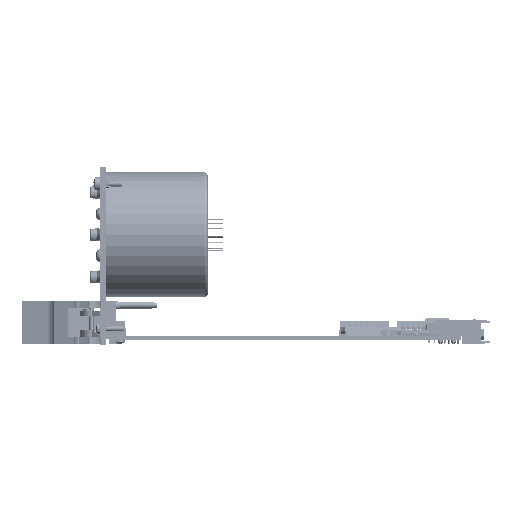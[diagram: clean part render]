
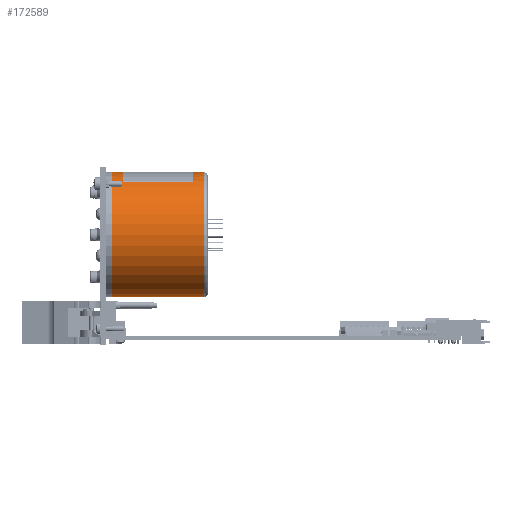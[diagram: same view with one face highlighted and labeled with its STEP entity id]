
A CAD part, front view. The second image highlights one B-rep face of the part: STEP entity #172589.
In plain terms, the highlighted cylindrical face has radius 28.55 mm (diameter 57.1 mm), a full revolution.
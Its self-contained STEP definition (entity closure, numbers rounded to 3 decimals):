
#1820 = EDGE_CURVE ( 'NONE', #83550, #83549, #38125, .T. ) ;
#1914 = EDGE_CURVE ( 'NONE', #84313, #84067, #38226, .T. ) ;
#2059 = EDGE_CURVE ( 'NONE', #83549, #84313, #38258, .T. ) ;
#2478 = EDGE_CURVE ( 'NONE', #84067, #83550, #38393, .T. ) ;
#4668 = EDGE_CURVE ( 'NONE', #87727, #87727, #37276, .T. ) ;
#7832 = EDGE_CURVE ( 'NONE', #42880, #42880, #174689, .T. ) ;
#10154 = EDGE_LOOP ( 'NONE', ( #62860, #62650, #62645, #62647 ) ) ;
#10287 = EDGE_LOOP ( 'NONE', ( #62849 ) ) ;
#13417 = EDGE_LOOP ( 'NONE', ( #62854 ) ) ;
#37276 = CIRCLE ( 'NONE', #140389, 28.55 ) ;
#38125 = LINE ( 'NONE', #118775, #38178 ) ;
#38178 = VECTOR ( 'NONE', #118758, 1000. ) ;
#38226 = LINE ( 'NONE', #118544, #38237 ) ;
#38237 = VECTOR ( 'NONE', #95151, 1000. ) ;
#38258 = CIRCLE ( 'NONE', #140985, 28.55 ) ;
#38393 = CIRCLE ( 'NONE', #140907, 28.55 ) ;
#42880 = VERTEX_POINT ( 'NONE', #190219 ) ;
#52936 = DIRECTION ( 'NONE',  ( 0., 0.869, -0.495 ) ) ;
#52937 = DIRECTION ( 'NONE',  ( 1., 0., 0. ) ) ;
#52941 = CARTESIAN_POINT ( 'NONE',  ( -93.594, 24.54, 44.792 ) ) ;
#62645 = ORIENTED_EDGE ( 'NONE', *, *, #1914, .F. ) ;
#62647 = ORIENTED_EDGE ( 'NONE', *, *, #2059, .F. ) ;
#62650 = ORIENTED_EDGE ( 'NONE', *, *, #2478, .F. ) ;
#62849 = ORIENTED_EDGE ( 'NONE', *, *, #7832, .T. ) ;
#62854 = ORIENTED_EDGE ( 'NONE', *, *, #4668, .T. ) ;
#62860 = ORIENTED_EDGE ( 'NONE', *, *, #1820, .F. ) ;
#83549 = VERTEX_POINT ( 'NONE', #88904 ) ;
#83550 = VERTEX_POINT ( 'NONE', #88888 ) ;
#84067 = VERTEX_POINT ( 'NONE', #89884 ) ;
#84313 = VERTEX_POINT ( 'NONE', #90032 ) ;
#87727 = VERTEX_POINT ( 'NONE', #190088 ) ;
#88888 = CARTESIAN_POINT ( 'NONE',  ( -88.594, 9.649, 69.151 ) ) ;
#88904 = CARTESIAN_POINT ( 'NONE',  ( -56.594, 9.649, 69.151 ) ) ;
#89884 = CARTESIAN_POINT ( 'NONE',  ( -88.594, 53.087, 44.39 ) ) ;
#90032 = CARTESIAN_POINT ( 'NONE',  ( -56.594, 53.087, 44.39 ) ) ;
#91182 = DIRECTION ( 'NONE',  ( 0., 0.869, -0.495 ) ) ;
#91183 = DIRECTION ( 'NONE',  ( -1., 0., 0. ) ) ;
#91185 = CARTESIAN_POINT ( 'NONE',  ( -51.594, 24.54, 44.792 ) ) ;
#95116 = DIRECTION ( 'NONE',  ( 1., 0., 0. ) ) ;
#95151 = DIRECTION ( 'NONE',  ( -1., 0., 0. ) ) ;
#95429 = DIRECTION ( 'NONE',  ( -1., 0., 0. ) ) ;
#95479 = DIRECTION ( 'NONE',  ( 0., -0.869, 0.495 ) ) ;
#95500 = CARTESIAN_POINT ( 'NONE',  ( -56.594, 24.54, 44.792 ) ) ;
#95680 = CARTESIAN_POINT ( 'NONE',  ( -88.594, 24.54, 44.792 ) ) ;
#95682 = DIRECTION ( 'NONE',  ( 0., 0.869, -0.495 ) ) ;
#110305 = CARTESIAN_POINT ( 'NONE',  ( -50.094, 24.54, 44.792 ) ) ;
#110308 = DIRECTION ( 'NONE',  ( -1., 0., 0. ) ) ;
#110316 = DIRECTION ( 'NONE',  ( 0., -0.869, 0.495 ) ) ;
#118544 = CARTESIAN_POINT ( 'NONE',  ( -50.094, 53.087, 44.39 ) ) ;
#118758 = DIRECTION ( 'NONE',  ( 1., 0., 0. ) ) ;
#118775 = CARTESIAN_POINT ( 'NONE',  ( -50.094, 9.649, 69.151 ) ) ;
#121670 = FACE_OUTER_BOUND ( 'NONE', #10287, .T. ) ;
#121673 = FACE_BOUND ( 'NONE', #10154, .T. ) ;
#121680 = FACE_OUTER_BOUND ( 'NONE', #13417, .T. ) ;
#121721 = CYLINDRICAL_SURFACE ( 'NONE', #126721, 28.55 ) ;
#126721 = AXIS2_PLACEMENT_3D ( 'NONE', #110305, #110308, #110316 ) ;
#139948 = AXIS2_PLACEMENT_3D ( 'NONE', #52941, #52937, #52936 ) ;
#140389 = AXIS2_PLACEMENT_3D ( 'NONE', #91185, #91183, #91182 ) ;
#140907 = AXIS2_PLACEMENT_3D ( 'NONE', #95680, #95116, #95682 ) ;
#140985 = AXIS2_PLACEMENT_3D ( 'NONE', #95500, #95429, #95479 ) ;
#172589 = ADVANCED_FACE ( 'NONE', ( #121670, #121680, #121673 ), #121721, .T. ) ;
#174689 = CIRCLE ( 'NONE', #139948, 28.55 ) ;
#190088 = CARTESIAN_POINT ( 'NONE',  ( -51.594, 49.343, 30.654 ) ) ;
#190219 = CARTESIAN_POINT ( 'NONE',  ( -93.594, 49.343, 30.654 ) ) ;
